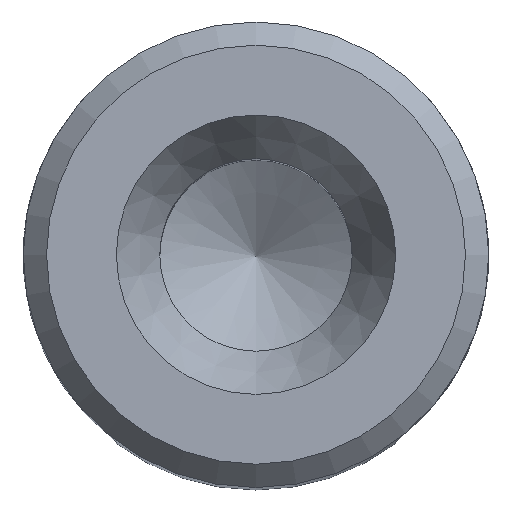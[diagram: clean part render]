
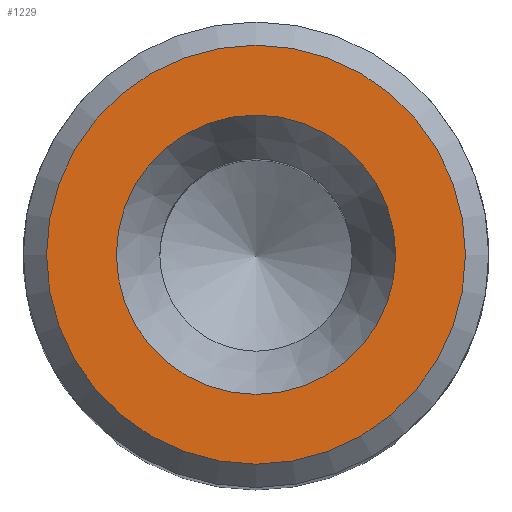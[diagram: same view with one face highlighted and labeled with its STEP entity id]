
A CAD part, left-side view. The second image highlights one B-rep face of the part: STEP entity #1229.
In plain terms, the highlighted planar face has unit normal (-1, 0, 0.003).
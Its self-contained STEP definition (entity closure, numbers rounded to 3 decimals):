
#785 = CONICAL_SURFACE('',#786,4.75,0.785);
#786 = AXIS2_PLACEMENT_3D('',#787,#788,#789);
#787 = CARTESIAN_POINT('',(0.256,-0.006,
    -0.236));
#788 = DIRECTION('',(1.,0.,
    -0.003));
#789 = DIRECTION('',(0.003,0.,
    1.));
#849 = VERTEX_POINT('',#850);
#850 = CARTESIAN_POINT('',(-0.009,-0.006,
    -4.735));
#870 = EDGE_CURVE('',#849,#849,#871,.T.);
#871 = SURFACE_CURVE('',#872,(#877,#906),.PCURVE_S1.);
#872 = CIRCLE('',#873,4.5);
#873 = AXIS2_PLACEMENT_3D('',#874,#875,#876);
#874 = CARTESIAN_POINT('',(0.006,-0.006,
    -0.235));
#875 = DIRECTION('',(1.,0.,
    -0.003));
#876 = DIRECTION('',(0.003,0.,
    1.));
#877 = PCURVE('',#785,#878);
#878 = DEFINITIONAL_REPRESENTATION('',(#879),#905);
#879 = B_SPLINE_CURVE_WITH_KNOTS('',3,(#880,#881,#882,#883,#884,#885,
    #886,#887,#888,#889,#890,#891,#892,#893,#894,#895,#896,#897,#898,
    #899,#900,#901,#902,#903,#904),.UNSPECIFIED.,.F.,.F.,(4,1,1,1,1,1,1,
    1,1,1,1,1,1,1,1,1,1,1,1,1,1,1,4),(3.142,3.427,
    3.713,3.998,4.284,4.57,
    4.855,5.141,5.426,5.712,
    5.998,6.283,6.569,6.854,
    7.14,7.426,7.711,7.997,
    8.282,8.568,8.854,9.139,
    9.425),.QUASI_UNIFORM_KNOTS.);
#880 = CARTESIAN_POINT('',(3.142,-0.25));
#881 = CARTESIAN_POINT('',(3.237,-0.25));
#882 = CARTESIAN_POINT('',(3.427,-0.25));
#883 = CARTESIAN_POINT('',(3.713,-0.25));
#884 = CARTESIAN_POINT('',(3.998,-0.25));
#885 = CARTESIAN_POINT('',(4.284,-0.25));
#886 = CARTESIAN_POINT('',(4.57,-0.25));
#887 = CARTESIAN_POINT('',(4.855,-0.25));
#888 = CARTESIAN_POINT('',(5.141,-0.25));
#889 = CARTESIAN_POINT('',(5.426,-0.25));
#890 = CARTESIAN_POINT('',(5.712,-0.25));
#891 = CARTESIAN_POINT('',(5.998,-0.25));
#892 = CARTESIAN_POINT('',(6.283,-0.25));
#893 = CARTESIAN_POINT('',(6.569,-0.25));
#894 = CARTESIAN_POINT('',(6.854,-0.25));
#895 = CARTESIAN_POINT('',(7.14,-0.25));
#896 = CARTESIAN_POINT('',(7.426,-0.25));
#897 = CARTESIAN_POINT('',(7.711,-0.25));
#898 = CARTESIAN_POINT('',(7.997,-0.25));
#899 = CARTESIAN_POINT('',(8.282,-0.25));
#900 = CARTESIAN_POINT('',(8.568,-0.25));
#901 = CARTESIAN_POINT('',(8.854,-0.25));
#902 = CARTESIAN_POINT('',(9.139,-0.25));
#903 = CARTESIAN_POINT('',(9.33,-0.25));
#904 = CARTESIAN_POINT('',(9.425,-0.25));
#905 = ( GEOMETRIC_REPRESENTATION_CONTEXT(2) 
PARAMETRIC_REPRESENTATION_CONTEXT() REPRESENTATION_CONTEXT('2D SPACE',''
  ) );
#906 = PCURVE('',#907,#912);
#907 = PLANE('',#908);
#908 = AXIS2_PLACEMENT_3D('',#909,#910,#911);
#909 = CARTESIAN_POINT('',(-0.002,-0.006,
    -2.735));
#910 = DIRECTION('',(-1.,0.,
    0.003));
#911 = DIRECTION('',(0.,1.,
    0.));
#912 = DEFINITIONAL_REPRESENTATION('',(#913),#921);
#913 = ( BOUNDED_CURVE() B_SPLINE_CURVE(2,(#914,#915,#916,#917,#918,#919
,#920),.UNSPECIFIED.,.T.,.F.) B_SPLINE_CURVE_WITH_KNOTS((1,2,2,2,2,1),(
    -2.094,0.,2.094,4.189,6.283,
8.378),.UNSPECIFIED.) CURVE() GEOMETRIC_REPRESENTATION_ITEM() 
RATIONAL_B_SPLINE_CURVE((1.,0.5,1.,0.5,1.,0.5,1.)) REPRESENTATION_ITEM(
  '') );
#914 = CARTESIAN_POINT('',(0.,-7.));
#915 = CARTESIAN_POINT('',(-7.794,-7.));
#916 = CARTESIAN_POINT('',(-3.897,-0.25));
#917 = CARTESIAN_POINT('',(0.,6.5));
#918 = CARTESIAN_POINT('',(3.897,-0.25));
#919 = CARTESIAN_POINT('',(7.794,-7.));
#920 = CARTESIAN_POINT('',(0.,-7.));
#921 = ( GEOMETRIC_REPRESENTATION_CONTEXT(2) 
PARAMETRIC_REPRESENTATION_CONTEXT() REPRESENTATION_CONTEXT('2D SPACE',''
  ) );
#1229 = ADVANCED_FACE('',(#1230,#1233),#907,.T.);
#1230 = FACE_BOUND('',#1231,.T.);
#1231 = EDGE_LOOP('',(#1232));
#1232 = ORIENTED_EDGE('',*,*,#870,.F.);
#1233 = FACE_BOUND('',#1234,.T.);
#1234 = EDGE_LOOP('',(#1235));
#1235 = ORIENTED_EDGE('',*,*,#1236,.T.);
#1236 = EDGE_CURVE('',#1237,#1237,#1239,.T.);
#1237 = VERTEX_POINT('',#1238);
#1238 = CARTESIAN_POINT('',(-0.004,-0.006,
    -3.235));
#1239 = SURFACE_CURVE('',#1240,(#1245,#1256),.PCURVE_S1.);
#1240 = CIRCLE('',#1241,3.);
#1241 = AXIS2_PLACEMENT_3D('',#1242,#1243,#1244);
#1242 = CARTESIAN_POINT('',(0.006,-0.006,
    -0.235));
#1243 = DIRECTION('',(1.,0.,
    -0.003));
#1244 = DIRECTION('',(-0.003,0.,
    -1.));
#1245 = PCURVE('',#907,#1246);
#1246 = DEFINITIONAL_REPRESENTATION('',(#1247),#1255);
#1247 = ( BOUNDED_CURVE() B_SPLINE_CURVE(2,(#1248,#1249,#1250,#1251,
#1252,#1253,#1254),.UNSPECIFIED.,.F.,.F.) B_SPLINE_CURVE_WITH_KNOTS((1,2
    ,2,2,2,1),(-2.094,0.,2.094,4.189,
6.283,8.378),.UNSPECIFIED.) CURVE() 
GEOMETRIC_REPRESENTATION_ITEM() RATIONAL_B_SPLINE_CURVE((1.,0.5,1.,0.5,
1.,0.5,1.)) REPRESENTATION_ITEM('') );
#1248 = CARTESIAN_POINT('',(0.,0.5));
#1249 = CARTESIAN_POINT('',(5.196,0.5));
#1250 = CARTESIAN_POINT('',(2.598,-4.));
#1251 = CARTESIAN_POINT('',(0.,-8.5));
#1252 = CARTESIAN_POINT('',(-2.598,-4.));
#1253 = CARTESIAN_POINT('',(-5.196,0.5));
#1254 = CARTESIAN_POINT('',(0.,0.5));
#1255 = ( GEOMETRIC_REPRESENTATION_CONTEXT(2) 
PARAMETRIC_REPRESENTATION_CONTEXT() REPRESENTATION_CONTEXT('2D SPACE',''
  ) );
#1256 = PCURVE('',#1257,#1262);
#1257 = CONICAL_SURFACE('',#1258,2.534,0.524);
#1258 = AXIS2_PLACEMENT_3D('',#1259,#1260,#1261);
#1259 = CARTESIAN_POINT('',(0.814,-0.006,
    -0.238));
#1260 = DIRECTION('',(-1.,0.,
    0.003));
#1261 = DIRECTION('',(-0.003,0.,
    -1.));
#1262 = DEFINITIONAL_REPRESENTATION('',(#1263),#1289);
#1263 = B_SPLINE_CURVE_WITH_KNOTS('',3,(#1264,#1265,#1266,#1267,#1268,
    #1269,#1270,#1271,#1272,#1273,#1274,#1275,#1276,#1277,#1278,#1279,
    #1280,#1281,#1282,#1283,#1284,#1285,#1286,#1287,#1288),
  .UNSPECIFIED.,.F.,.F.,(4,1,1,1,1,1,1,1,1,1,1,1,1,1,1,1,1,1,1,1,1,1,4),
  (0.,0.286,0.571,0.857,1.142,
    1.428,1.714,1.999,2.285,
    2.57,2.856,3.142,3.427,
    3.713,3.998,4.284,4.57,
    4.855,5.141,5.426,5.712,
    5.998,6.283),.QUASI_UNIFORM_KNOTS.);
#1264 = CARTESIAN_POINT('',(6.283,0.808));
#1265 = CARTESIAN_POINT('',(6.188,0.808));
#1266 = CARTESIAN_POINT('',(5.998,0.808));
#1267 = CARTESIAN_POINT('',(5.712,0.808));
#1268 = CARTESIAN_POINT('',(5.426,0.808));
#1269 = CARTESIAN_POINT('',(5.141,0.808));
#1270 = CARTESIAN_POINT('',(4.855,0.808));
#1271 = CARTESIAN_POINT('',(4.57,0.808));
#1272 = CARTESIAN_POINT('',(4.284,0.808));
#1273 = CARTESIAN_POINT('',(3.998,0.808));
#1274 = CARTESIAN_POINT('',(3.713,0.808));
#1275 = CARTESIAN_POINT('',(3.427,0.808));
#1276 = CARTESIAN_POINT('',(3.142,0.808));
#1277 = CARTESIAN_POINT('',(2.856,0.808));
#1278 = CARTESIAN_POINT('',(2.57,0.808));
#1279 = CARTESIAN_POINT('',(2.285,0.808));
#1280 = CARTESIAN_POINT('',(1.999,0.808));
#1281 = CARTESIAN_POINT('',(1.714,0.808));
#1282 = CARTESIAN_POINT('',(1.428,0.808));
#1283 = CARTESIAN_POINT('',(1.142,0.808));
#1284 = CARTESIAN_POINT('',(0.857,0.808));
#1285 = CARTESIAN_POINT('',(0.571,0.808));
#1286 = CARTESIAN_POINT('',(0.286,0.808));
#1287 = CARTESIAN_POINT('',(0.095,0.808));
#1288 = CARTESIAN_POINT('',(0.,0.808));
#1289 = ( GEOMETRIC_REPRESENTATION_CONTEXT(2) 
PARAMETRIC_REPRESENTATION_CONTEXT() REPRESENTATION_CONTEXT('2D SPACE',''
  ) );
